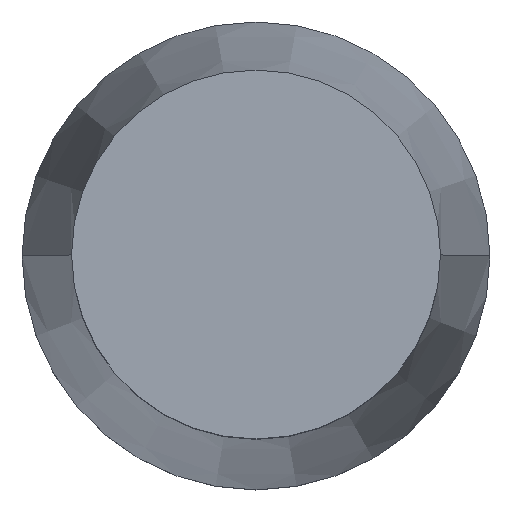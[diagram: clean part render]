
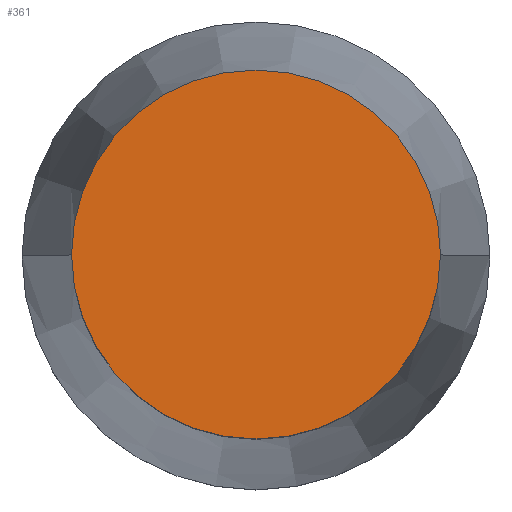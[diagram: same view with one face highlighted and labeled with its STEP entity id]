
A CAD part, top view. The second image highlights one B-rep face of the part: STEP entity #361.
In plain terms, the highlighted planar face has unit normal (0, 0, 1).
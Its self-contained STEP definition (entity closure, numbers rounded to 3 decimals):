
#64 = DIRECTION ( 'NONE',  ( 0., 0., -1. ) ) ;
#123 = CARTESIAN_POINT ( 'NONE',  ( 0., 0., 0. ) ) ;
#161 = AXIS2_PLACEMENT_3D ( 'NONE', #498, #267, #438 ) ;
#178 = DIRECTION ( 'NONE',  ( 1., 0., 0. ) ) ;
#182 = VERTEX_POINT ( 'NONE', #635 ) ;
#191 = ORIENTED_EDGE ( 'NONE', *, *, #718, .T. ) ;
#264 = PLANE ( 'NONE',  #401 ) ;
#267 = DIRECTION ( 'NONE',  ( 0., 0., 1. ) ) ;
#332 = ORIENTED_EDGE ( 'NONE', *, *, #397, .T. ) ;
#361 = ADVANCED_FACE ( 'NONE', ( #403 ), #264, .F. ) ;
#397 = EDGE_CURVE ( 'NONE', #604, #182, #701, .T. ) ;
#401 = AXIS2_PLACEMENT_3D ( 'NONE', #587, #64, #415 ) ;
#403 = FACE_OUTER_BOUND ( 'NONE', #673, .T. ) ;
#415 = DIRECTION ( 'NONE',  ( -1., 0., 0. ) ) ;
#438 = DIRECTION ( 'NONE',  ( 1., 0., 0. ) ) ;
#459 = CIRCLE ( 'NONE', #161, 10.25 ) ;
#498 = CARTESIAN_POINT ( 'NONE',  ( 0., 0., 0. ) ) ;
#505 = AXIS2_PLACEMENT_3D ( 'NONE', #123, #568, #178 ) ;
#568 = DIRECTION ( 'NONE',  ( 0., 0., 1. ) ) ;
#587 = CARTESIAN_POINT ( 'NONE',  ( 0., 0., 0. ) ) ;
#604 = VERTEX_POINT ( 'NONE', #633 ) ;
#633 = CARTESIAN_POINT ( 'NONE',  ( 10.25, 0., 0. ) ) ;
#635 = CARTESIAN_POINT ( 'NONE',  ( -10.25, 0., 0. ) ) ;
#673 = EDGE_LOOP ( 'NONE', ( #332, #191 ) ) ;
#701 = CIRCLE ( 'NONE', #505, 10.25 ) ;
#718 = EDGE_CURVE ( 'NONE', #182, #604, #459, .T. ) ;
